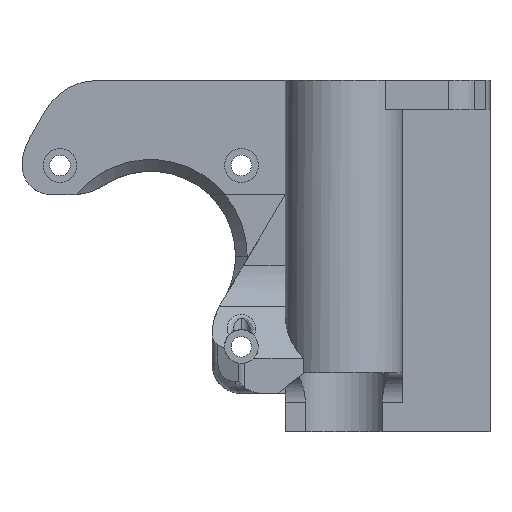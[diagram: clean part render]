
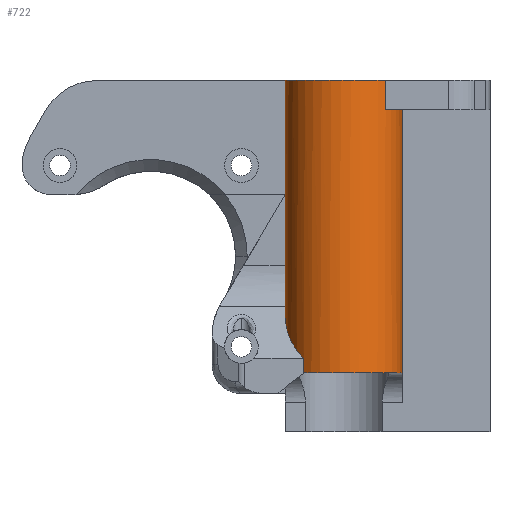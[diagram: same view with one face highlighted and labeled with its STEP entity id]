
A CAD part, top view. The second image highlights one B-rep face of the part: STEP entity #722.
In plain terms, the highlighted cylindrical face has radius 10 mm (diameter 20 mm), a partial arc.
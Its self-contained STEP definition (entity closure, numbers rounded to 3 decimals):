
#25 = ORIENTED_EDGE ( 'NONE', *, *, #2491, .F. ) ;
#45 = VERTEX_POINT ( 'NONE', #984 ) ;
#142 = ORIENTED_EDGE ( 'NONE', *, *, #1598, .F. ) ;
#187 = VERTEX_POINT ( 'NONE', #1631 ) ;
#217 = ORIENTED_EDGE ( 'NONE', *, *, #1986, .F. ) ;
#222 = DIRECTION ( 'NONE',  ( 0., 1., 0. ) ) ;
#252 = DIRECTION ( 'NONE',  ( 0., 1., 0. ) ) ;
#276 = CARTESIAN_POINT ( 'NONE',  ( -33.894, 14.417, 26.357 ) ) ;
#314 = CIRCLE ( 'NONE', #2934, 10. ) ;
#356 = ORIENTED_EDGE ( 'NONE', *, *, #2582, .T. ) ;
#368 = VECTOR ( 'NONE', #3159, 1000. ) ;
#382 = DIRECTION ( 'NONE',  ( 0., 1., 0. ) ) ;
#412 = AXIS2_PLACEMENT_3D ( 'NONE', #2575, #1125, #2871 ) ;
#480 = CARTESIAN_POINT ( 'NONE',  ( -15.016, 10., 21.664 ) ) ;
#522 = ORIENTED_EDGE ( 'NONE', *, *, #2412, .T. ) ;
#610 = VERTEX_POINT ( 'NONE', #2140 ) ;
#625 = ORIENTED_EDGE ( 'NONE', *, *, #3293, .T. ) ;
#722 = ADVANCED_FACE ( 'NONE', ( #781 ), #1398, .T. ) ;
#781 = FACE_OUTER_BOUND ( 'NONE', #895, .T. ) ;
#790 = CARTESIAN_POINT ( 'NONE',  ( -17.859, 60., 28. ) ) ;
#807 = CARTESIAN_POINT ( 'NONE',  ( -35., -11., 21. ) ) ;
#829 = CARTESIAN_POINT ( 'NONE',  ( -15., 55., 21. ) ) ;
#869 = CARTESIAN_POINT ( 'NONE',  ( -15.05, 10., 22. ) ) ;
#879 = DIRECTION ( 'NONE',  ( 0., 1., 0. ) ) ;
#885 = EDGE_CURVE ( 'NONE', #610, #1466, #2706, .T. ) ;
#895 = EDGE_LOOP ( 'NONE', ( #25, #142, #625, #2903, #522, #1711, #217, #2338, #356 ) ) ;
#914 = DIRECTION ( 'NONE',  ( 0., 1., 0. ) ) ;
#984 = CARTESIAN_POINT ( 'NONE',  ( -35., 60., 21. ) ) ;
#1049 = CARTESIAN_POINT ( 'NONE',  ( -15., 9.966, 21.331 ) ) ;
#1104 = VECTOR ( 'NONE', #382, 1000. ) ;
#1125 = DIRECTION ( 'NONE',  ( 0., -1., 0. ) ) ;
#1143 = CARTESIAN_POINT ( 'NONE',  ( -15., 60., 21. ) ) ;
#1352 = CARTESIAN_POINT ( 'NONE',  ( -31.863, 10., 28.274 ) ) ;
#1370 = LINE ( 'NONE', #1143, #1695 ) ;
#1398 = CYLINDRICAL_SURFACE ( 'NONE', #412, 10. ) ;
#1400 = VERTEX_POINT ( 'NONE', #1352 ) ;
#1439 = DIRECTION ( 'NONE',  ( 0., -1., 0. ) ) ;
#1466 = VERTEX_POINT ( 'NONE', #790 ) ;
#1598 = EDGE_CURVE ( 'NONE', #2151, #187, #3425, .T. ) ;
#1631 = CARTESIAN_POINT ( 'NONE',  ( -35., 19.774, 21. ) ) ;
#1695 = VECTOR ( 'NONE', #879, 1000. ) ;
#1709 = CARTESIAN_POINT ( 'NONE',  ( -35., 16.981, 23.793 ) ) ;
#1711 = ORIENTED_EDGE ( 'NONE', *, *, #2624, .T. ) ;
#1729 = CARTESIAN_POINT ( 'NONE',  ( -15., 9.899, 21. ) ) ;
#1957 = CARTESIAN_POINT ( 'NONE',  ( -25., 55., 21. ) ) ;
#1986 = EDGE_CURVE ( 'NONE', #610, #2997, #3068, .T. ) ;
#2055 = VERTEX_POINT ( 'NONE', #1729 ) ;
#2101 = CIRCLE ( 'NONE', #2465, 10. ) ;
#2140 = CARTESIAN_POINT ( 'NONE',  ( -17.859, 55., 28. ) ) ;
#2151 = VERTEX_POINT ( 'NONE', #2685 ) ;
#2191 = VECTOR ( 'NONE', #222, 1000. ) ;
#2260 = DIRECTION ( 'NONE',  ( -1., 0., 0. ) ) ;
#2333 = LINE ( 'NONE', #807, #2191 ) ;
#2338 = ORIENTED_EDGE ( 'NONE', *, *, #885, .T. ) ;
#2412 = EDGE_CURVE ( 'NONE', #2618, #2055, #2433, .T. ) ;
#2433 = B_SPLINE_CURVE_WITH_KNOTS ( 'NONE', 3,
 ( #2499, #480, #1049, #3083 ),
 .UNSPECIFIED., .F., .F.,
 ( 4, 4 ),
 ( 0., 0.001 ),
 .UNSPECIFIED. ) ;
#2465 = AXIS2_PLACEMENT_3D ( 'NONE', #2660, #914, #2955 ) ;
#2491 = EDGE_CURVE ( 'NONE', #187, #45, #2333, .T. ) ;
#2499 = CARTESIAN_POINT ( 'NONE',  ( -15.05, 10., 22. ) ) ;
#2575 = CARTESIAN_POINT ( 'NONE',  ( -25., 80.322, 21. ) ) ;
#2582 = EDGE_CURVE ( 'NONE', #1466, #45, #314, .T. ) ;
#2595 = LINE ( 'NONE', #2906, #368 ) ;
#2601 = CARTESIAN_POINT ( 'NONE',  ( -31.863, 12.5, 28.274 ) ) ;
#2618 = VERTEX_POINT ( 'NONE', #869 ) ;
#2624 = EDGE_CURVE ( 'NONE', #2055, #2997, #1370, .T. ) ;
#2660 = CARTESIAN_POINT ( 'NONE',  ( -25., 10., 21. ) ) ;
#2685 = CARTESIAN_POINT ( 'NONE',  ( -31.863, 12.5, 28.274 ) ) ;
#2706 = LINE ( 'NONE', #3232, #1104 ) ;
#2871 = DIRECTION ( 'NONE',  ( 1., 0., 0. ) ) ;
#2903 = ORIENTED_EDGE ( 'NONE', *, *, #3447, .T. ) ;
#2906 = CARTESIAN_POINT ( 'NONE',  ( -31.863, 12.5, 28.274 ) ) ;
#2934 = AXIS2_PLACEMENT_3D ( 'NONE', #3152, #1439, #3382 ) ;
#2955 = DIRECTION ( 'NONE',  ( -1., 0., 0. ) ) ;
#2997 = VERTEX_POINT ( 'NONE', #829 ) ;
#3068 = CIRCLE ( 'NONE', #3612, 10. ) ;
#3083 = CARTESIAN_POINT ( 'NONE',  ( -15., 9.899, 21. ) ) ;
#3152 = CARTESIAN_POINT ( 'NONE',  ( -25., 60., 21. ) ) ;
#3159 = DIRECTION ( 'NONE',  ( 0., -1., 0. ) ) ;
#3232 = CARTESIAN_POINT ( 'NONE',  ( -17.859, 55., 28. ) ) ;
#3293 = EDGE_CURVE ( 'NONE', #2151, #1400, #2595, .T. ) ;
#3382 = DIRECTION ( 'NONE',  ( 1., 0., 0. ) ) ;
#3425 =( BOUNDED_CURVE ( )  B_SPLINE_CURVE ( 3, ( #2601, #276, #1709, #3616 ),
 .UNSPECIFIED., .F., .T. ) 
 B_SPLINE_CURVE_WITH_KNOTS ( ( 4, 4 ),
 ( 0.756, 1.571 ),
 .UNSPECIFIED. ) 
 CURVE ( )  GEOMETRIC_REPRESENTATION_ITEM ( )  RATIONAL_B_SPLINE_CURVE ( ( 1., 0.945, 0.945, 1. ) ) 
 REPRESENTATION_ITEM ( '' )  );
#3447 = EDGE_CURVE ( 'NONE', #1400, #2618, #2101, .T. ) ;
#3612 = AXIS2_PLACEMENT_3D ( 'NONE', #1957, #252, #2260 ) ;
#3616 = CARTESIAN_POINT ( 'NONE',  ( -35., 19.774, 21. ) ) ;
